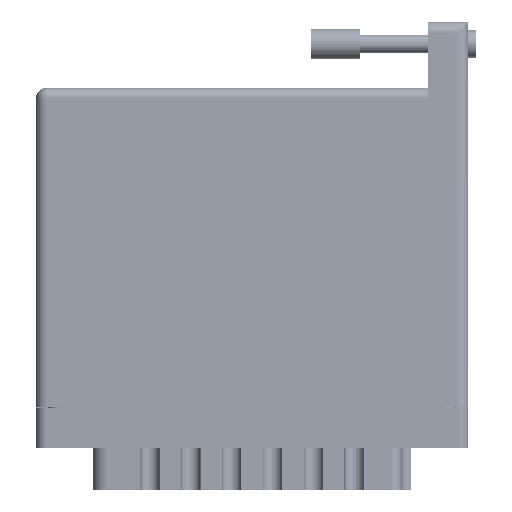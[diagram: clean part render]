
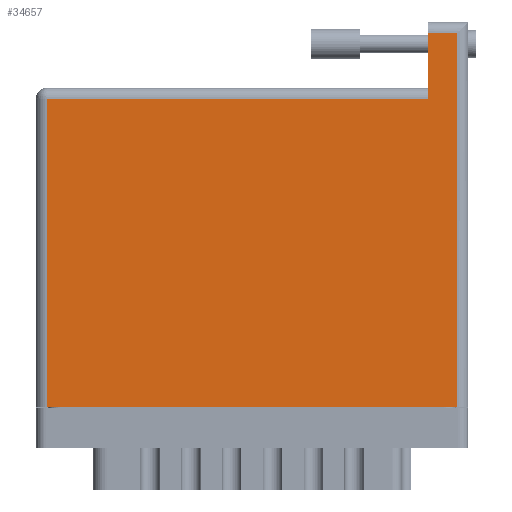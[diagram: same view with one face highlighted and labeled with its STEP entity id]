
A CAD part, front view. The second image highlights one B-rep face of the part: STEP entity #34657.
In plain terms, the highlighted face is planar.
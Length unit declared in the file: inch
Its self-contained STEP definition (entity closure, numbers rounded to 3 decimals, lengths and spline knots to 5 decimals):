
#975 = ORIENTED_EDGE ( 'NONE', *, *, #86518, .T. ) ;
#1449 = DIRECTION ( 'NONE',  ( 0., -1., 0. ) ) ;
#5103 = VERTEX_POINT ( 'NONE', #27987 ) ;
#5247 = DIRECTION ( 'NONE',  ( 0., 0., -1. ) ) ;
#8221 = FACE_OUTER_BOUND ( 'NONE', #89268, .T. ) ;
#11019 = DIRECTION ( 'NONE',  ( -1., 0., 0. ) ) ;
#14930 = VERTEX_POINT ( 'NONE', #34454 ) ;
#15063 = EDGE_CURVE ( 'NONE', #91477, #17842, #25878, .T. ) ;
#17081 = VECTOR ( 'NONE', #11019, 39.37008 ) ;
#17842 = VERTEX_POINT ( 'NONE', #66457 ) ;
#17849 = ORIENTED_EDGE ( 'NONE', *, *, #30532, .T. ) ;
#21787 = LINE ( 'NONE', #73028, #64398 ) ;
#23163 = DIRECTION ( 'NONE',  ( 0., 1., 0. ) ) ;
#25776 = LINE ( 'NONE', #63620, #29152 ) ;
#25878 = LINE ( 'NONE', #64834, #61691 ) ;
#27987 = CARTESIAN_POINT ( 'NONE',  ( 2.499, 1.96, 0. ) ) ;
#29152 = VECTOR ( 'NONE', #85185, 39.37008 ) ;
#30532 = EDGE_CURVE ( 'NONE', #5103, #75151, #25776, .T. ) ;
#34454 = CARTESIAN_POINT ( 'NONE',  ( 0.07, 0., 0. ) ) ;
#34657 = ADVANCED_FACE ( 'NONE', ( #8221 ), #91057, .F. ) ;
#37431 = CARTESIAN_POINT ( 'NONE',  ( 2.499, 2.45, 0. ) ) ;
#40025 = VECTOR ( 'NONE', #49943, 39.37008 ) ;
#48064 = CARTESIAN_POINT ( 'NONE',  ( 0., 2.03, 0. ) ) ;
#49943 = DIRECTION ( 'NONE',  ( 0., -1., 0. ) ) ;
#50975 = CARTESIAN_POINT ( 'NONE',  ( 0.07, 1.96, 0. ) ) ;
#51871 = VERTEX_POINT ( 'NONE', #85871 ) ;
#58112 = CARTESIAN_POINT ( 'NONE',  ( 0.07, 0., 0. ) ) ;
#58155 = EDGE_CURVE ( 'NONE', #17842, #51871, #91093, .T. ) ;
#58377 = ORIENTED_EDGE ( 'NONE', *, *, #68040, .T. ) ;
#61117 = CARTESIAN_POINT ( 'NONE',  ( 0., 2.38, 0. ) ) ;
#61691 = VECTOR ( 'NONE', #23163, 39.37008 ) ;
#62524 = DIRECTION ( 'NONE',  ( -1., 0., 0. ) ) ;
#63620 = CARTESIAN_POINT ( 'NONE',  ( 0., 1.96, 0. ) ) ;
#64398 = VECTOR ( 'NONE', #73948, 39.37008 ) ;
#64834 = CARTESIAN_POINT ( 'NONE',  ( 2.685, 2.45, 0. ) ) ;
#66457 = CARTESIAN_POINT ( 'NONE',  ( 2.685, 2.38, 0. ) ) ;
#66974 = LINE ( 'NONE', #58112, #40025 ) ;
#67178 = LINE ( 'NONE', #37431, #69317 ) ;
#68040 = EDGE_CURVE ( 'NONE', #51871, #5103, #67178, .T. ) ;
#69317 = VECTOR ( 'NONE', #1449, 39.37008 ) ;
#73028 = CARTESIAN_POINT ( 'NONE',  ( 0., 0., 0. ) ) ;
#73948 = DIRECTION ( 'NONE',  ( 1., 0., 0. ) ) ;
#75151 = VERTEX_POINT ( 'NONE', #50975 ) ;
#77603 = EDGE_CURVE ( 'NONE', #14930, #91477, #21787, .T. ) ;
#79522 = CARTESIAN_POINT ( 'NONE',  ( 2.685, 0., 0. ) ) ;
#80280 = ORIENTED_EDGE ( 'NONE', *, *, #58155, .T. ) ;
#82131 = AXIS2_PLACEMENT_3D ( 'NONE', #48064, #5247, #62524 ) ;
#85185 = DIRECTION ( 'NONE',  ( -1., 0., 0. ) ) ;
#85871 = CARTESIAN_POINT ( 'NONE',  ( 2.499, 2.38, 0. ) ) ;
#86131 = ORIENTED_EDGE ( 'NONE', *, *, #15063, .T. ) ;
#86518 = EDGE_CURVE ( 'NONE', #75151, #14930, #66974, .T. ) ;
#89155 = ORIENTED_EDGE ( 'NONE', *, *, #77603, .T. ) ;
#89268 = EDGE_LOOP ( 'NONE', ( #58377, #17849, #975, #89155, #86131, #80280 ) ) ;
#91057 = PLANE ( 'NONE',  #82131 ) ;
#91093 = LINE ( 'NONE', #61117, #17081 ) ;
#91477 = VERTEX_POINT ( 'NONE', #79522 ) ;
